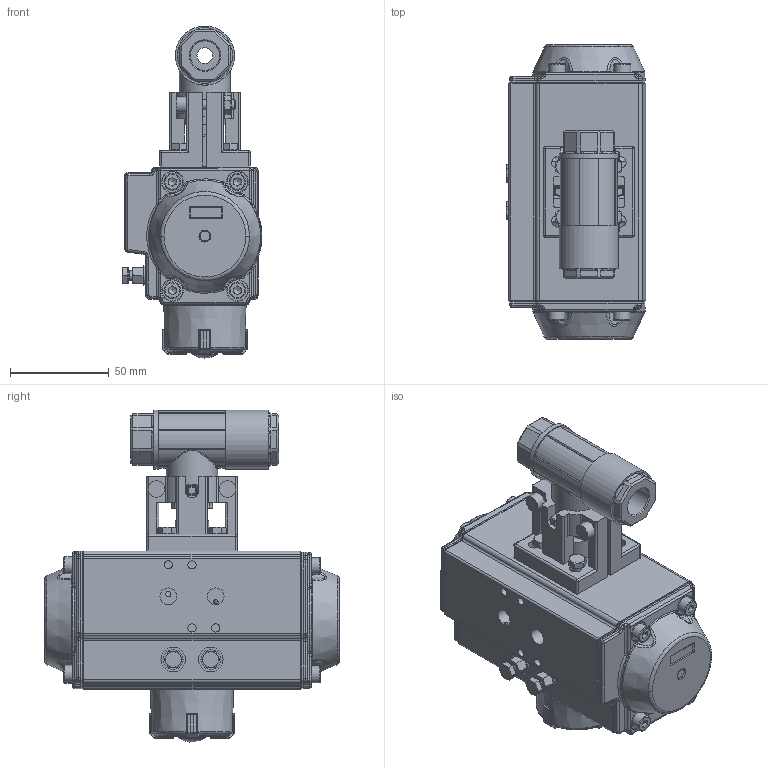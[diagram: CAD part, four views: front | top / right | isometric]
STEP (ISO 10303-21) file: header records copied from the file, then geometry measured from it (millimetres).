
FILE_DESCRIPTION(/* description */ ('Unknown'),/* implementation_level */ '2;1');
FILE_NAME(/* name */ 'PD02 0814-03',/* time_stamp */ '2025-03-28T11:00:15+01:00',/* author */ ('Unknown'),/* organization */ ('Unknown'),/* preprocessor_version */ 'ST-DEVELOPER v19.4',/* originating_system */ 'Solid Edge',/* authorisation */ 'Unknown');
FILE_SCHEMA (('AUTOMOTIVE_DESIGN {1 0 10303 214 3 1 1}'));
Products named in the file (22): PD020814-03; 814-03_Körper; 49899150_Spindeladapter SW11x11x13_Tasche 6,9x11x10, Aufbau Backen fü
r 814-03_04; 49899023_(Montage-Backen F03_F04); Backen F03_F04, Durchmesser 26; WUERTH 03225 hexagonal nut DIN 934  M5 A2 BLK_EDST; DIN912_M5x25; PD02_PE01; vt50-2016-06-25; hex bolt gradeab_din_ISO 4014 - M5 x 25 x 16-N; huosai50; vt50-2016-06-25 _______MIR; zhou50; VTE50____; plain washers-n series-grade a gb_GB_FASTENER_WASHER_PWNA 5; hex nut gradec_din_Hexagon Nut ISO 4034 - M5 - N; Optische Anzeige; ______; ________(___________; cup head nib bolts with large head gb_GB_FASTENER_BOLT_CHNBW M6X25-N; socket head cap screw_din_DIN 912 M5 x 16 --- 16N; DIN 933 M5x20 A2-70 BLK_EDST
Assembly tree (41 placements, depth 4):
  PD020814-03
    814-03_Körper
    49899150_Spindeladapter SW11x11x13_Tasche 6,9x11x10, Aufbau Backen fü
r 814-03_04
    49899023_(Montage-Backen F03_F04)
      Backen F03_F04, Durchmesser 26  x2
      WUERTH 03225 hexagonal nut DIN 934  M5 A2 BLK_EDST  x2
      DIN912_M5x25  x2
    PD02_PE01
      vt50-2016-06-25
      hex bolt gradeab_din_ISO 4014 - M5 x 25 x 16-N  x2
      huosai50  x2
      vt50-2016-06-25 _______MIR
      zhou50
      VTE50____
      plain washers-n series-grade a gb_GB_FASTENER_WASHER_PWNA 5  x2
      hex nut gradec_din_Hexagon Nut ISO 4034 - M5 - N  x2
      Optische Anzeige
        ______
        ________(___________  x4
        cup head nib bolts with large head gb_GB_FASTENER_BOLT_CHNBW M6X25-N
      socket head cap screw_din_DIN 912 M5 x 16 --- 16N  x8
    DIN 933 M5x20 A2-70 BLK_EDST  x4
Bounding box: 70.92 x 149.4 x 168.31 mm (x, y, z)
Volume: 478208.7 mm3; surface area: 176316.4 mm2
Topology: 38 solids, 38 shells, 2827 faces, 6961 edges, 4293 vertices
Faces by surface type: plane 985, cylinder 830, bspline 394, torus 300, cone 275, sphere 43
Full cylindrical faces by diameter (mm): 2.5 x2, 3 x16, 3.3 x8, 4.134 x22, 4.2 x2, 4.66 x1, 4.917 x7, 5 x22, 5.3 x2, 5.5 x1, 6 x1, 6.2 x1, 8 x7, 8.5 x10, 8.566 x2, 10 x4, 11 x1, 11.4 x1, 12 x2, 12.5 x2, 12.9 x1, 13 x12, 13.5 x2, 14 x5, 14.95 x4, 16.5 x2, 17 x1, 21.2 x1, 21.4 x1, 22.5 x1
Entity records: 71613 total; most frequent: CARTESIAN_POINT 26778, ORIENTED_EDGE 8988, DIRECTION 8170, EDGE_CURVE 4494, AXIS2_PLACEMENT_3D 3196, VERTEX_POINT 2982, FACE_BOUND 2430, EDGE_LOOP 2409
